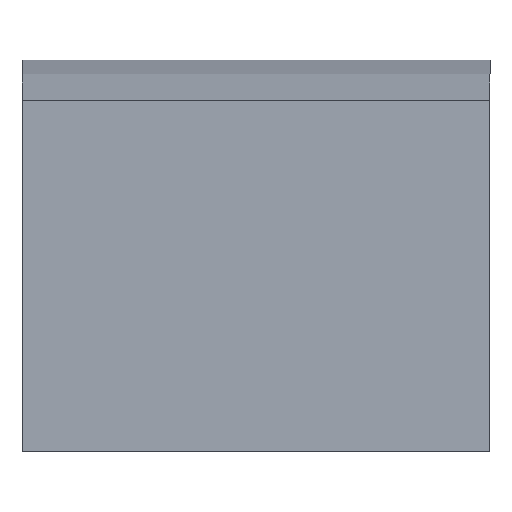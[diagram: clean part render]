
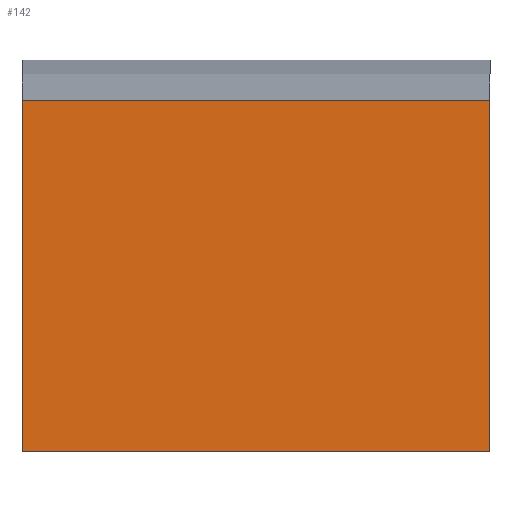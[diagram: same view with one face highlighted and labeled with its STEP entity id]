
A CAD part, left-side view. The second image highlights one B-rep face of the part: STEP entity #142.
In plain terms, the highlighted planar face has unit normal (-1, 0, 0).
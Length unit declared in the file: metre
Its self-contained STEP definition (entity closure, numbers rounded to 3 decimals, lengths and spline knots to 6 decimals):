
#106 = EDGE_CURVE( '', #251, #252, #253, .T. );
#140 = EDGE_CURVE( '', #252, #273, #301, .T. );
#142 = ADVANCED_FACE( '', ( #303 ), #304, .T. );
#164 = EDGE_CURVE( '', #333, #251, #334, .T. );
#176 = EDGE_CURVE( '', #273, #333, #349, .T. );
#251 = VERTEX_POINT( '', #430 );
#252 = VERTEX_POINT( '', #431 );
#253 = LINE( '', #432, #433 );
#273 = VERTEX_POINT( '', #462 );
#301 = LINE( '', #505, #506 );
#303 = FACE_OUTER_BOUND( '', #508, .T. );
#304 = PLANE( '', #509 );
#333 = VERTEX_POINT( '', #549 );
#334 = LINE( '', #550, #551 );
#349 = LINE( '', #571, #572 );
#430 = CARTESIAN_POINT( '', ( -0.0008, 0.000436, 0.0006 ) );
#431 = CARTESIAN_POINT( '', ( -0.0008, 0.000436, 0. ) );
#432 = CARTESIAN_POINT( '', ( -0.0008, 0.000436, 0.0006 ) );
#433 = VECTOR( '', #640, 1. );
#462 = CARTESIAN_POINT( '', ( -0.0008, -0.000364, 0. ) );
#505 = CARTESIAN_POINT( '', ( -0.0008, 0.000436, 0. ) );
#506 = VECTOR( '', #687, 1. );
#508 = EDGE_LOOP( '', ( #689, #690, #691, #692 ) );
#509 = AXIS2_PLACEMENT_3D( '', #693, #694, #695 );
#549 = CARTESIAN_POINT( '', ( -0.0008, -0.000364, 0.0006 ) );
#550 = CARTESIAN_POINT( '', ( -0.0008, -0.000364, 0.0006 ) );
#551 = VECTOR( '', #741, 1. );
#571 = CARTESIAN_POINT( '', ( -0.0008, -0.000364, 0. ) );
#572 = VECTOR( '', #768, 1. );
#640 = DIRECTION( '', ( 0., 0., -1. ) );
#687 = DIRECTION( '', ( 0., -1., 0. ) );
#689 = ORIENTED_EDGE( '', *, *, #140, .T. );
#690 = ORIENTED_EDGE( '', *, *, #176, .T. );
#691 = ORIENTED_EDGE( '', *, *, #164, .T. );
#692 = ORIENTED_EDGE( '', *, *, #106, .T. );
#693 = CARTESIAN_POINT( '', ( -0.0008, 0.000436, 0.0003 ) );
#694 = DIRECTION( '', ( -1., 0., 0. ) );
#695 = DIRECTION( '', ( 0., 0., 1. ) );
#741 = DIRECTION( '', ( 0., 1., 0. ) );
#768 = DIRECTION( '', ( 0., 0., 1. ) );
